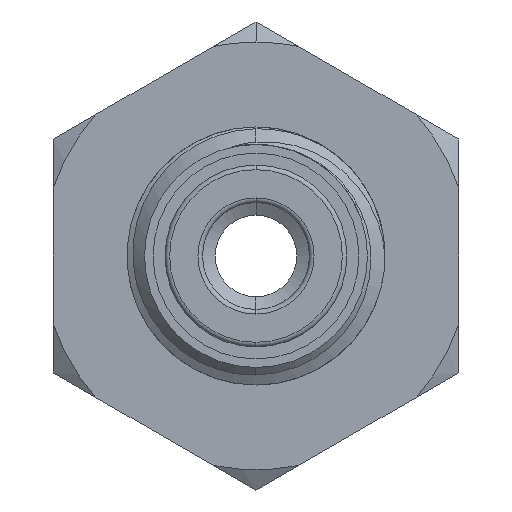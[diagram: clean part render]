
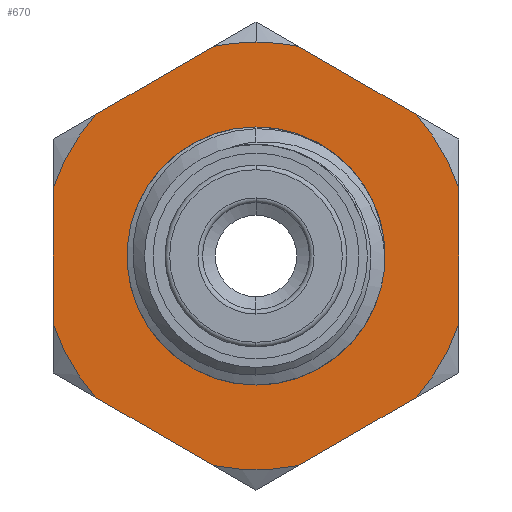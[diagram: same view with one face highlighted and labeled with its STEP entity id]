
A CAD part, front view. The second image highlights one B-rep face of the part: STEP entity #670.
In plain terms, the highlighted planar face has unit normal (0, -1, 0).
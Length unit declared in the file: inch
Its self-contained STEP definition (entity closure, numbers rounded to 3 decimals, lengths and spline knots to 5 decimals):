
#61 = LINE ( 'NONE', #8960, #5474 ) ;
#62 = CARTESIAN_POINT ( 'NONE',  ( 0.34596, 0.62, -0.30544 ) ) ;
#125 = CARTESIAN_POINT ( 'NONE',  ( -0.4375, 0.62, 0.14689 ) ) ;
#149 = AXIS2_PLACEMENT_3D ( 'NONE', #7083, #2089, #5384 ) ;
#190 = VERTEX_POINT ( 'NONE', #7362 ) ;
#212 = CARTESIAN_POINT ( 'NONE',  ( 0., 0.62, 0. ) ) ;
#240 = DIRECTION ( 'NONE',  ( 0., 1., 0. ) ) ;
#350 = VERTEX_POINT ( 'NONE', #10193 ) ;
#372 = AXIS2_PLACEMENT_3D ( 'NONE', #9823, #10607, #7117 ) ;
#604 = VECTOR ( 'NONE', #1855, 39.37008 ) ;
#670 = ADVANCED_FACE ( 'NONE', ( #3033, #2900 ), #4390, .T. ) ;
#683 = AXIS2_PLACEMENT_3D ( 'NONE', #5082, #10175, #1808 ) ;
#723 = VERTEX_POINT ( 'NONE', #6237 ) ;
#800 = EDGE_CURVE ( 'NONE', #190, #723, #5394, .T. ) ;
#834 = DIRECTION ( 'NONE',  ( 0., -1., 0. ) ) ;
#847 = ORIENTED_EDGE ( 'NONE', *, *, #8669, .T. ) ;
#888 = VERTEX_POINT ( 'NONE', #8623 ) ;
#1002 = ORIENTED_EDGE ( 'NONE', *, *, #800, .T. ) ;
#1032 = EDGE_CURVE ( 'NONE', #888, #8706, #7368, .T. ) ;
#1089 = DIRECTION ( 'NONE',  ( 0., 0., 1. ) ) ;
#1140 = CARTESIAN_POINT ( 'NONE',  ( 0., 0.62, 0.26325 ) ) ;
#1143 = VERTEX_POINT ( 'NONE', #3765 ) ;
#1434 = VECTOR ( 'NONE', #3125, 39.37008 ) ;
#1552 = CARTESIAN_POINT ( 'NONE',  ( 0., 0.62, 0.50518 ) ) ;
#1579 = EDGE_CURVE ( 'NONE', #3126, #10577, #7625, .T. ) ;
#1613 = CARTESIAN_POINT ( 'NONE',  ( 0.4375, 0.62, -0.25259 ) ) ;
#1750 = EDGE_LOOP ( 'NONE', ( #4033, #3764, #9236, #10525, #9111, #2415, #3915, #8330, #4335, #2695, #8106, #847, #2221 ) ) ;
#1808 = DIRECTION ( 'NONE',  ( 0., 0., -1. ) ) ;
#1855 = DIRECTION ( 'NONE',  ( 0., 0., 1. ) ) ;
#2049 = EDGE_CURVE ( 'NONE', #1143, #888, #5792, .T. ) ;
#2089 = DIRECTION ( 'NONE',  ( 0., -1., 0. ) ) ;
#2197 = ORIENTED_EDGE ( 'NONE', *, *, #5483, .T. ) ;
#2221 = ORIENTED_EDGE ( 'NONE', *, *, #1579, .T. ) ;
#2415 = ORIENTED_EDGE ( 'NONE', *, *, #1032, .T. ) ;
#2644 = EDGE_CURVE ( 'NONE', #8706, #350, #3953, .T. ) ;
#2695 = ORIENTED_EDGE ( 'NONE', *, *, #7252, .T. ) ;
#2815 = VERTEX_POINT ( 'NONE', #125 ) ;
#2900 = FACE_OUTER_BOUND ( 'NONE', #1750, .T. ) ;
#3033 = FACE_BOUND ( 'NONE', #7182, .T. ) ;
#3064 = CARTESIAN_POINT ( 'NONE',  ( 0., 0.62, 0.4615 ) ) ;
#3125 = DIRECTION ( 'NONE',  ( -0.866, 0., -0.5 ) ) ;
#3126 = VERTEX_POINT ( 'NONE', #3550 ) ;
#3229 = DIRECTION ( 'NONE',  ( -0.866, 0., 0.5 ) ) ;
#3245 = CIRCLE ( 'NONE', #8019, 0.4615 ) ;
#3269 = LINE ( 'NONE', #1613, #4860 ) ;
#3275 = VERTEX_POINT ( 'NONE', #4398 ) ;
#3531 = AXIS2_PLACEMENT_3D ( 'NONE', #212, #7808, #5263 ) ;
#3550 = CARTESIAN_POINT ( 'NONE',  ( -0.09154, 0.62, -0.45233 ) ) ;
#3655 = CARTESIAN_POINT ( 'NONE',  ( -0.34596, 0.62, -0.30544 ) ) ;
#3764 = ORIENTED_EDGE ( 'NONE', *, *, #3851, .T. ) ;
#3765 = CARTESIAN_POINT ( 'NONE',  ( 0.34596, 0.62, 0.30544 ) ) ;
#3851 = EDGE_CURVE ( 'NONE', #6796, #3925, #5655, .T. ) ;
#3912 = CARTESIAN_POINT ( 'NONE',  ( -0.4375, 0.62, -0.25259 ) ) ;
#3915 = ORIENTED_EDGE ( 'NONE', *, *, #2644, .T. ) ;
#3925 = VERTEX_POINT ( 'NONE', #6203 ) ;
#3937 = VERTEX_POINT ( 'NONE', #10421 ) ;
#3953 = CIRCLE ( 'NONE', #4533, 0.4615 ) ;
#4000 = VERTEX_POINT ( 'NONE', #3655 ) ;
#4033 = ORIENTED_EDGE ( 'NONE', *, *, #5203, .T. ) ;
#4142 = DIRECTION ( 'NONE',  ( 0.866, 0., 0.5 ) ) ;
#4226 = DIRECTION ( 'NONE',  ( 0.866, 0., -0.5 ) ) ;
#4324 = VECTOR ( 'NONE', #3229, 39.37008 ) ;
#4335 = ORIENTED_EDGE ( 'NONE', *, *, #6677, .T. ) ;
#4390 = PLANE ( 'NONE',  #10181 ) ;
#4397 = CARTESIAN_POINT ( 'NONE',  ( 0., 0.62, 0. ) ) ;
#4398 = CARTESIAN_POINT ( 'NONE',  ( 0.4375, 0.62, 0.14689 ) ) ;
#4533 = AXIS2_PLACEMENT_3D ( 'NONE', #4397, #5210, #6095 ) ;
#4794 = DIRECTION ( 'NONE',  ( 0., 0., -1. ) ) ;
#4845 = CIRCLE ( 'NONE', #8229, 0.26325 ) ;
#4860 = VECTOR ( 'NONE', #4142, 39.37008 ) ;
#5065 = DIRECTION ( 'NONE',  ( 0., -1., 0. ) ) ;
#5082 = CARTESIAN_POINT ( 'NONE',  ( 0., 0.62, 0. ) ) ;
#5098 = DIRECTION ( 'NONE',  ( 0., 0., -1. ) ) ;
#5203 = EDGE_CURVE ( 'NONE', #10577, #6796, #3269, .T. ) ;
#5210 = DIRECTION ( 'NONE',  ( 0., -1., 0. ) ) ;
#5263 = DIRECTION ( 'NONE',  ( 0., 0., -1. ) ) ;
#5316 = DIRECTION ( 'NONE',  ( 0., -1., 0. ) ) ;
#5384 = DIRECTION ( 'NONE',  ( 0., 0., -1. ) ) ;
#5394 = CIRCLE ( 'NONE', #10565, 0.26325 ) ;
#5474 = VECTOR ( 'NONE', #4226, 39.37008 ) ;
#5483 = EDGE_CURVE ( 'NONE', #723, #190, #4845, .T. ) ;
#5655 = CIRCLE ( 'NONE', #149, 0.4615 ) ;
#5742 = LINE ( 'NONE', #6010, #604 ) ;
#5792 = LINE ( 'NONE', #1552, #4324 ) ;
#6010 = CARTESIAN_POINT ( 'NONE',  ( 0.4375, 0.62, 0.25259 ) ) ;
#6066 = CARTESIAN_POINT ( 'NONE',  ( 0.09154, 0.62, -0.45233 ) ) ;
#6095 = DIRECTION ( 'NONE',  ( 0., 0., -1. ) ) ;
#6099 = EDGE_CURVE ( 'NONE', #350, #8044, #9447, .T. ) ;
#6161 = DIRECTION ( 'NONE',  ( 0., 1., 0. ) ) ;
#6182 = DIRECTION ( 'NONE',  ( 0., 0., 1. ) ) ;
#6203 = CARTESIAN_POINT ( 'NONE',  ( 0.4375, 0.62, -0.14689 ) ) ;
#6237 = CARTESIAN_POINT ( 'NONE',  ( 0., 0.62, -0.26325 ) ) ;
#6287 = LINE ( 'NONE', #3912, #10672 ) ;
#6520 = CIRCLE ( 'NONE', #8832, 0.4615 ) ;
#6677 = EDGE_CURVE ( 'NONE', #8044, #2815, #10388, .T. ) ;
#6714 = DIRECTION ( 'NONE',  ( 0., 0., -1. ) ) ;
#6796 = VERTEX_POINT ( 'NONE', #62 ) ;
#7083 = CARTESIAN_POINT ( 'NONE',  ( 0., 0.62, 0. ) ) ;
#7117 = DIRECTION ( 'NONE',  ( 0., 0., -1. ) ) ;
#7175 = CARTESIAN_POINT ( 'NONE',  ( -0.4375, 0.62, 0.25259 ) ) ;
#7182 = EDGE_LOOP ( 'NONE', ( #1002, #2197 ) ) ;
#7252 = EDGE_CURVE ( 'NONE', #2815, #3937, #6287, .T. ) ;
#7362 = CARTESIAN_POINT ( 'NONE',  ( 0., 0.62, 0.26325 ) ) ;
#7368 = CIRCLE ( 'NONE', #372, 0.4615 ) ;
#7625 = CIRCLE ( 'NONE', #3531, 0.4615 ) ;
#7808 = DIRECTION ( 'NONE',  ( 0., -1., 0. ) ) ;
#8019 = AXIS2_PLACEMENT_3D ( 'NONE', #10157, #5065, #5098 ) ;
#8044 = VERTEX_POINT ( 'NONE', #10806 ) ;
#8106 = ORIENTED_EDGE ( 'NONE', *, *, #9815, .T. ) ;
#8179 = EDGE_CURVE ( 'NONE', #3275, #1143, #3245, .T. ) ;
#8229 = AXIS2_PLACEMENT_3D ( 'NONE', #8646, #240, #6182 ) ;
#8330 = ORIENTED_EDGE ( 'NONE', *, *, #6099, .T. ) ;
#8623 = CARTESIAN_POINT ( 'NONE',  ( 0.09154, 0.62, 0.45233 ) ) ;
#8646 = CARTESIAN_POINT ( 'NONE',  ( 0., 0.62, 0. ) ) ;
#8669 = EDGE_CURVE ( 'NONE', #4000, #3126, #61, .T. ) ;
#8706 = VERTEX_POINT ( 'NONE', #3064 ) ;
#8832 = AXIS2_PLACEMENT_3D ( 'NONE', #10944, #834, #6714 ) ;
#8960 = CARTESIAN_POINT ( 'NONE',  ( 0., 0.62, -0.50518 ) ) ;
#9111 = ORIENTED_EDGE ( 'NONE', *, *, #2049, .T. ) ;
#9236 = ORIENTED_EDGE ( 'NONE', *, *, #9880, .T. ) ;
#9447 = LINE ( 'NONE', #7175, #1434 ) ;
#9475 = CARTESIAN_POINT ( 'NONE',  ( 0., 0.62, 0. ) ) ;
#9815 = EDGE_CURVE ( 'NONE', #3937, #4000, #6520, .T. ) ;
#9823 = CARTESIAN_POINT ( 'NONE',  ( 0., 0.62, 0. ) ) ;
#9880 = EDGE_CURVE ( 'NONE', #3925, #3275, #5742, .T. ) ;
#10157 = CARTESIAN_POINT ( 'NONE',  ( 0., 0.62, 0. ) ) ;
#10175 = DIRECTION ( 'NONE',  ( 0., -1., 0. ) ) ;
#10181 = AXIS2_PLACEMENT_3D ( 'NONE', #1140, #5316, #10228 ) ;
#10193 = CARTESIAN_POINT ( 'NONE',  ( -0.09154, 0.62, 0.45233 ) ) ;
#10228 = DIRECTION ( 'NONE',  ( 0., 0., -1. ) ) ;
#10388 = CIRCLE ( 'NONE', #683, 0.4615 ) ;
#10421 = CARTESIAN_POINT ( 'NONE',  ( -0.4375, 0.62, -0.14689 ) ) ;
#10525 = ORIENTED_EDGE ( 'NONE', *, *, #8179, .T. ) ;
#10565 = AXIS2_PLACEMENT_3D ( 'NONE', #9475, #6161, #1089 ) ;
#10577 = VERTEX_POINT ( 'NONE', #6066 ) ;
#10607 = DIRECTION ( 'NONE',  ( 0., -1., 0. ) ) ;
#10672 = VECTOR ( 'NONE', #4794, 39.37008 ) ;
#10806 = CARTESIAN_POINT ( 'NONE',  ( -0.34596, 0.62, 0.30544 ) ) ;
#10944 = CARTESIAN_POINT ( 'NONE',  ( 0., 0.62, 0. ) ) ;
